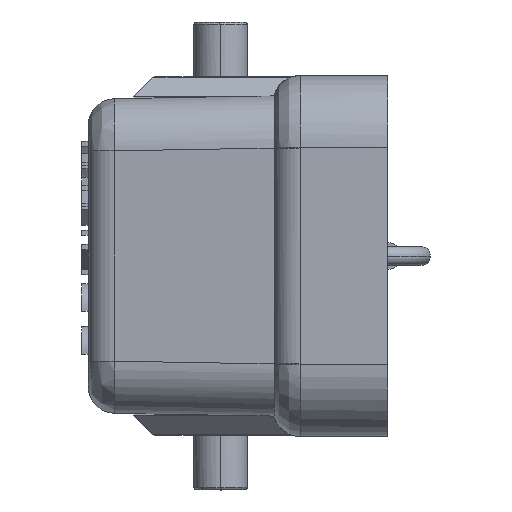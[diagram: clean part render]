
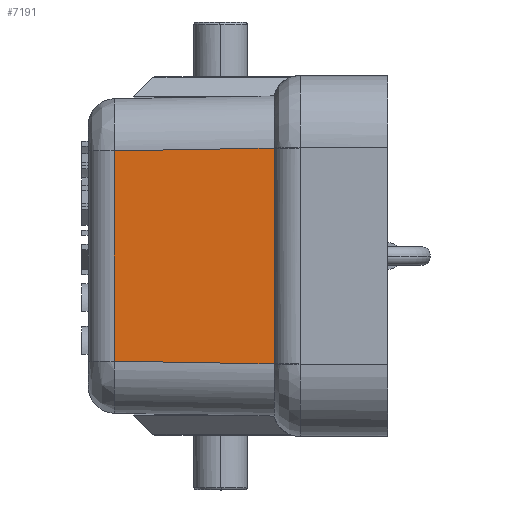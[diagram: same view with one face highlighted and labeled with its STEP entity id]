
A CAD part, left-side view. The second image highlights one B-rep face of the part: STEP entity #7191.
In plain terms, the highlighted planar face has unit normal (-1, 0.018, 0).
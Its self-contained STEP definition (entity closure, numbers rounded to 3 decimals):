
#1530=DIRECTION('',(0.,0.,-1.));
#1531=VECTOR('',#1530,16.145);
#1532=CARTESIAN_POINT('',(-11.972,1.6,8.073));
#1533=LINE('',#1532,#1531);
#1603=DIRECTION('',(-0.017,-1.,-0.017));
#1604=VECTOR('',#1603,11.939);
#1605=CARTESIAN_POINT('',(-11.764,13.535,
-7.864));
#1606=LINE('',#1605,#1604);
#1607=DIRECTION('',(0.017,1.,-0.017));
#1608=VECTOR('',#1607,11.939);
#1609=CARTESIAN_POINT('',(-11.972,1.6,8.073));
#1610=LINE('',#1609,#1608);
#1611=CARTESIAN_POINT('',(-11.764,13.535,
-7.864));
#1627=CARTESIAN_POINT('',(-11.972,1.6,
-8.073));
#1647=DIRECTION('',(0.,0.,1.));
#1648=VECTOR('',#1647,15.729);
#1649=CARTESIAN_POINT('',(-11.764,13.535,
-7.864));
#1650=LINE('',#1649,#1648);
#3528=VERTEX_POINT('',#1611);
#3539=VERTEX_POINT('',#1627);
#3651=CARTESIAN_POINT('',(-11.972,1.6,8.073));
#3652=VERTEX_POINT('',#3651);
#3672=CARTESIAN_POINT('',(-11.764,13.535,7.864));
#3673=VERTEX_POINT('',#3672);
#7178=CARTESIAN_POINT('',(-12.,0.,-13.448));
#7179=DIRECTION('',(-1.,0.017,0.));
#7180=DIRECTION('',(-0.017,-1.,0.));
#7181=AXIS2_PLACEMENT_3D('',#7178,#7179,#7180);
#7182=PLANE('',#7181);
#7184=ORIENTED_EDGE('',*,*,#7183,.F.);
#7186=ORIENTED_EDGE('',*,*,#7185,.T.);
#7187=ORIENTED_EDGE('',*,*,#7167,.F.);
#7188=ORIENTED_EDGE('',*,*,#7046,.T.);
#7189=EDGE_LOOP('',(#7184,#7186,#7187,#7188));
#7190=FACE_OUTER_BOUND('',#7189,.F.);
#7191=ADVANCED_FACE('',(#7190),#7182,.T.);
#7046=EDGE_CURVE('',#3652,#3539,#1533,.T.);
#7167=EDGE_CURVE('',#3652,#3673,#1610,.T.);
#7183=EDGE_CURVE('',#3528,#3539,#1606,.T.);
#7185=EDGE_CURVE('',#3528,#3673,#1650,.T.);
